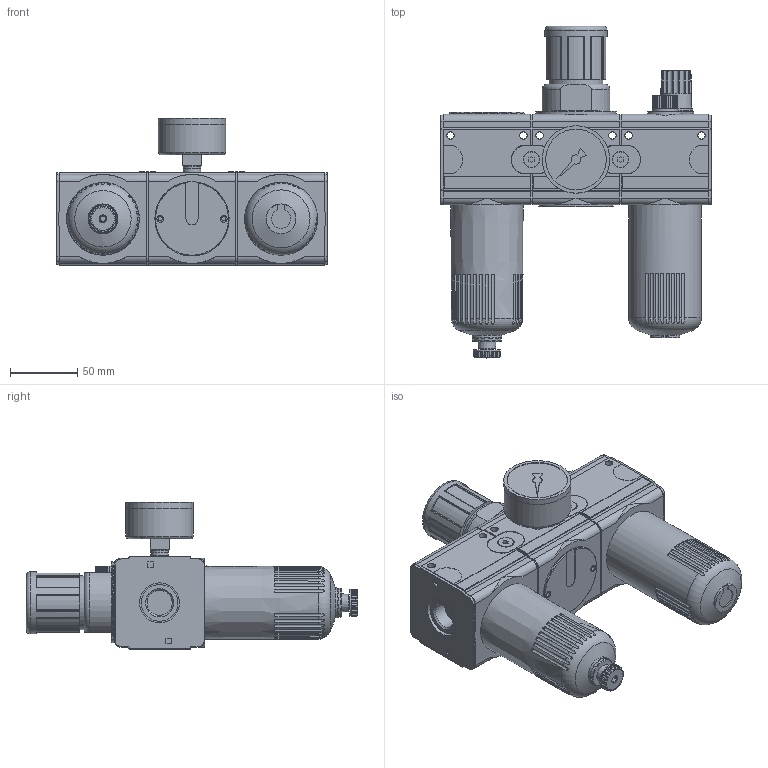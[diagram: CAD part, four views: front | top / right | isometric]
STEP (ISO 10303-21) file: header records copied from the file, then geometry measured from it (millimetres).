
FILE_DESCRIPTION( ( 'STEP AP203' ), ' ' );
FILE_NAME( '9.2733.042.stp', '2017-04-10T09:40:04', ( '' ), ( '' ), ' ', 'PARTsolutions', ' ' );
FILE_SCHEMA( ( 'CONFIG_CONTROL_DESIGN' ) );
Length unit declared in the file: millimetre
Products named in the file (8): 9.2733.042; _FRL 33 K-HAF00000-G; _FRL 33 K-HAF-P1; _FRL 33 K-HAR00000-G; _FRL 33 K-HA-2; _FRL 33 K-HAL00000-G; _FRL 33 K-HAL-P1; _FRL 33 K-HA-V
Assembly tree (8 placements, depth 2):
  9.2733.042
    _FRL 33 K-HAF00000-G
    _FRL 33 K-HAF-P1
    _FRL 33 K-HAR00000-G
    _FRL 33 K-HA-2
    _FRL 33 K-HAL00000-G
    _FRL 33 K-HAL-P1
    _FRL 33 K-HA-V  x2
Bounding box: 200.8 x 246 x 109.22 mm (x, y, z)
Volume: 1500269.8 mm3; surface area: 186507.6 mm2
Topology: 8 solids, 8 shells, 905 faces, 2428 edges, 1610 vertices
Faces by surface type: plane 540, cylinder 321, torus 29, cone 13, sphere 2
Full cylindrical faces by diameter (mm): 3.2 x2, 4 x1, 5 x2, 5.5 x6, 6.3 x1, 9.728 x1, 10 x1, 11.2 x1, 11.34 x4, 11.445 x1, 12.2 x4, 13 x1, 13.157 x1, 16 x1, 18.631 x2, 19 x1, 20 x1, 22 x3, 23 x1, 24.5 x1, 27.2 x1, 27.3 x1, 29.6 x2, 40 x1, 45 x1, 46 x1, 49.96 x1, 50 x2, 54 x1, 55 x2
Entity records: 29693 total; most frequent: CARTESIAN_POINT 8093, DIRECTION 4488, ORIENTED_EDGE 4422, EDGE_CURVE 2211, AXIS2_PLACEMENT_3D 1693, VERTEX_POINT 1504, LINE 1102, VECTOR 1102
